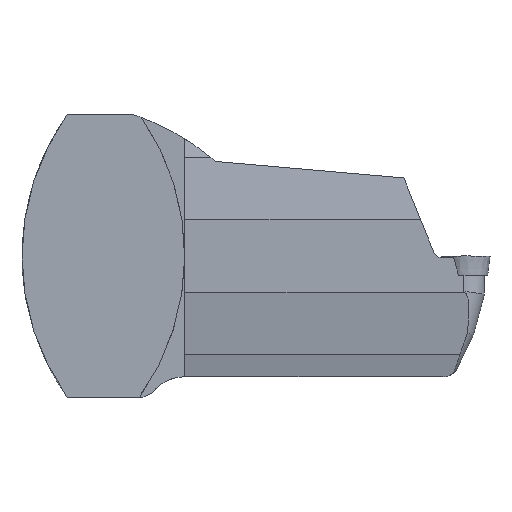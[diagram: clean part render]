
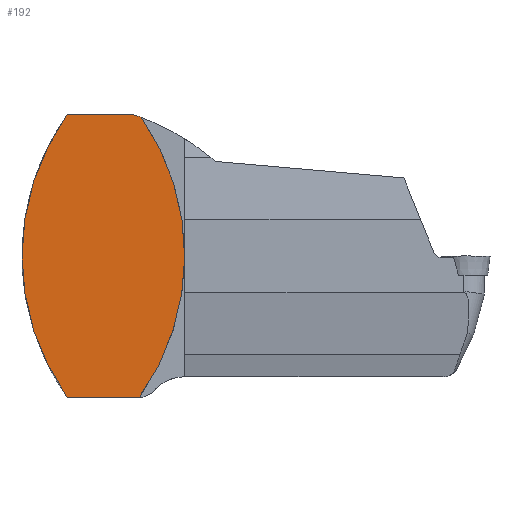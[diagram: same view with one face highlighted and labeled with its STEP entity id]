
A CAD part, top view. The second image highlights one B-rep face of the part: STEP entity #192.
In plain terms, the highlighted planar face has unit normal (0, 0, 1).
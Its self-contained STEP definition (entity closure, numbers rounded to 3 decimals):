
#152=PLANE('',#988);
#192=ADVANCED_FACE('',(#250),#152,.F.);
#250=FACE_OUTER_BOUND('',#284,.T.);
#284=EDGE_LOOP('',(#531,#532,#533,#534,#535,#536));
#338=CIRCLE('',#962,60.25);
#339=CIRCLE('',#965,60.25);
#341=CIRCLE('',#975,60.5);
#342=CIRCLE('',#979,6.5);
#531=ORIENTED_EDGE('',*,*,#717,.T.);
#532=ORIENTED_EDGE('',*,*,#697,.F.);
#533=ORIENTED_EDGE('',*,*,#714,.F.);
#534=ORIENTED_EDGE('',*,*,#730,.T.);
#535=ORIENTED_EDGE('',*,*,#734,.T.);
#536=ORIENTED_EDGE('',*,*,#708,.T.);
#612=VERTEX_POINT('',#1411);
#613=VERTEX_POINT('',#1412);
#618=VERTEX_POINT('',#1427);
#620=VERTEX_POINT('',#1431);
#624=VERTEX_POINT('',#1445);
#632=VERTEX_POINT('',#1473);
#697=EDGE_CURVE('',#612,#613,#785,.T.);
#708=EDGE_CURVE('',#618,#620,#793,.T.);
#714=EDGE_CURVE('',#624,#612,#338,.T.);
#717=EDGE_CURVE('',#620,#613,#339,.T.);
#730=EDGE_CURVE('',#624,#632,#341,.T.);
#734=EDGE_CURVE('',#632,#618,#342,.T.);
#785=LINE('',#1410,#841);
#793=LINE('',#1432,#849);
#841=VECTOR('',#1112,1.);
#849=VECTOR('',#1130,1.);
#962=AXIS2_PLACEMENT_3D('',#1444,#1145,#1146);
#965=AXIS2_PLACEMENT_3D('',#1449,#1152,#1153);
#975=AXIS2_PLACEMENT_3D('',#1474,#1179,#1180);
#979=AXIS2_PLACEMENT_3D('',#1480,#1189,#1190);
#988=AXIS2_PLACEMENT_3D('',#1516,#1210,#1211);
#1112=DIRECTION('',(-1.,0.,0.));
#1130=DIRECTION('',(-1.,0.,0.));
#1145=DIRECTION('',(0.,0.,-1.));
#1146=DIRECTION('',(1.,0.,0.));
#1152=DIRECTION('',(0.,0.,1.));
#1153=DIRECTION('',(1.,0.,0.));
#1179=DIRECTION('',(0.,0.,1.));
#1180=DIRECTION('',(1.,0.,0.));
#1189=DIRECTION('',(0.,0.,1.));
#1190=DIRECTION('',(1.,0.,0.));
#1210=DIRECTION('',(0.,0.,-1.));
#1211=DIRECTION('',(1.,0.,0.));
#1410=CARTESIAN_POINT('',(89.5,-35.,0.));
#1411=CARTESIAN_POINT('',(9.041,-35.,0.));
#1412=CARTESIAN_POINT('',(-8.891,-35.,0.));
#1427=CARTESIAN_POINT('',(7.6,35.,0.));
#1431=CARTESIAN_POINT('',(-8.891,35.,0.));
#1432=CARTESIAN_POINT('',(89.5,35.,0.));
#1444=CARTESIAN_POINT('',(-40.,0.,0.));
#1445=CARTESIAN_POINT('',(9.5,34.349,0.));
#1449=CARTESIAN_POINT('',(40.15,0.,0.));
#1473=CARTESIAN_POINT('',(8.125,34.843,0.));
#1474=CARTESIAN_POINT('',(-11.651,-22.334,0.));
#1480=CARTESIAN_POINT('',(6.,28.7,0.));
#1516=CARTESIAN_POINT('',(0.,0.,0.));
